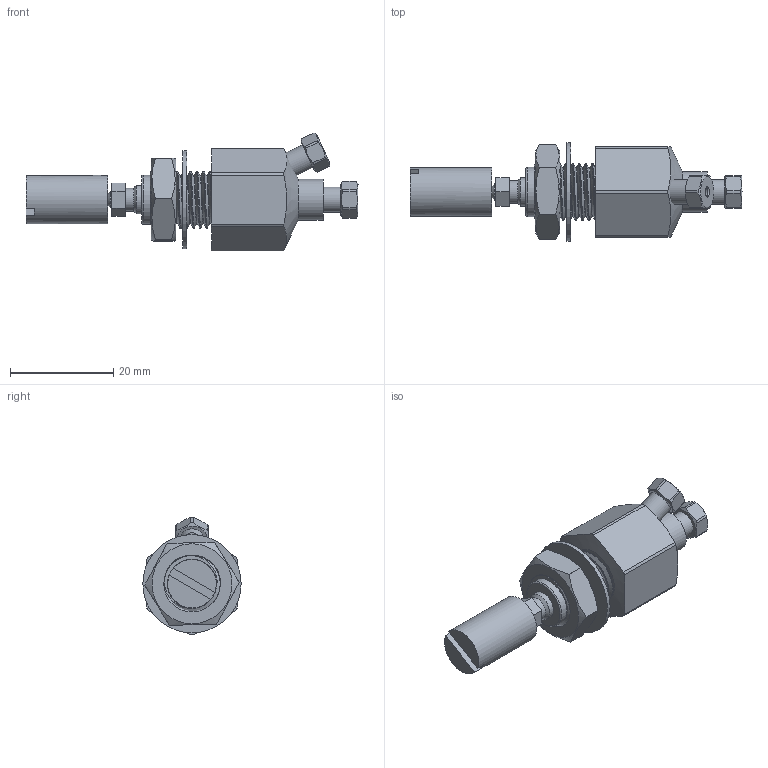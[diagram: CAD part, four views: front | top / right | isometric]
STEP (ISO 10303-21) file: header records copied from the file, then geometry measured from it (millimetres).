
FILE_DESCRIPTION((''),'2;1');
FILE_NAME('312373-ZBNV1 Micrometering valve.stp','2013-08-26T12:19:23',('Franzp'),(''),'Autodesk Inventor 2013','Autodesk Inventor 2013','');
FILE_SCHEMA(('AUTOMOTIVE_DESIGN { 1 0 10303 214 1 1 1 1 }'));
Length unit declared in the file: millimetre
Products named in the file (4): 3223a73; 322373; 310536; 950058
Assembly tree (3 placements, depth 2):
  3223a73
    322373
    310536
    950058
Bounding box: 64.31 x 19.05 x 22.84 mm (x, y, z)
Volume: 785.4 mm3; surface area: 5469.4 mm2
Topology: 2 solids, 11 shells, 112 faces, 298 edges, 198 vertices
Faces by surface type: plane 51, cylinder 40, cone 15, bspline 5, torus 1
Full cylindrical faces by diameter (mm): 1.727 x2, 2.487 x1, 3.175 x1, 4.42 x1, 4.826 x2, 5.486 x1, 7.925 x1, 9.229 x2, 9.398 x1, 9.525 x1, 9.728 x1, 11.43 x1, 19.05 x1
Entity records: 7600 total; most frequent: CARTESIAN_POINT 4882, DIRECTION 514, ORIENTED_EDGE 469, EDGE_CURVE 251, AXIS2_PLACEMENT_3D 220, VERTEX_POINT 183, EDGE_LOOP 161, FACE_OUTER_BOUND 112
